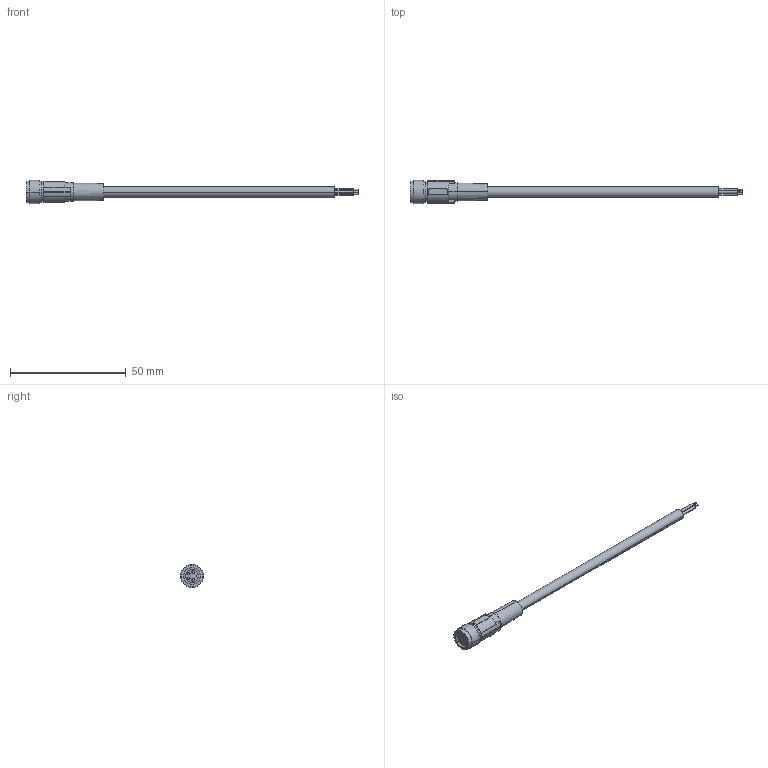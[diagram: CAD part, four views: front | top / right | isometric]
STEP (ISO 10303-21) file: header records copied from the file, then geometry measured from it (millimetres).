
FILE_DESCRIPTION(('SolidDesigner STEP Export'),'2;1');
FILE_NAME('1415550_SAC_4P_1.5_PVC_M8FS-select.stp','2015-02-05T 8:45:36',(''),(''),'Creo Elements/Direct Modeling STEP processor for AP214 (Solid Model)','Creo Elements/Direct Modeling 18.1B 29-Sep-2012 (C) Parametric Technology GmbH','');
FILE_SCHEMA(('AUTOMOTIVE_DESIGN { 1 0 10303 214 1 1 1 1 }'));
Length unit declared in the file: millimetre
Products named in the file (2): 1415550_SAC_4P_1.5_PVC_M8FS-select
Assembly tree (1 placements, depth 2):
  1415550_SAC_4P_1.5_PVC_M8FS-select
    1415550_SAC_4P_1.5_PVC_M8FS-select
Bounding box: 143.7 x 10 x 10 mm (x, y, z)
Volume: 3403.3 mm3; surface area: 3009.5 mm2
Topology: 1 solids, 1 shells, 111 faces, 261 edges, 173 vertices
Faces by surface type: cylinder 61, plane 46, cone 4
Entity records: 4465 total; most frequent: CARTESIAN_POINT 1097, ORIENTED_EDGE 522, DIRECTION 482, EDGE_CURVE 261, AXIS2_PLACEMENT_3D 186, VERTEX_POINT 173, EDGE_LOOP 132, COLOUR_RGB 112
